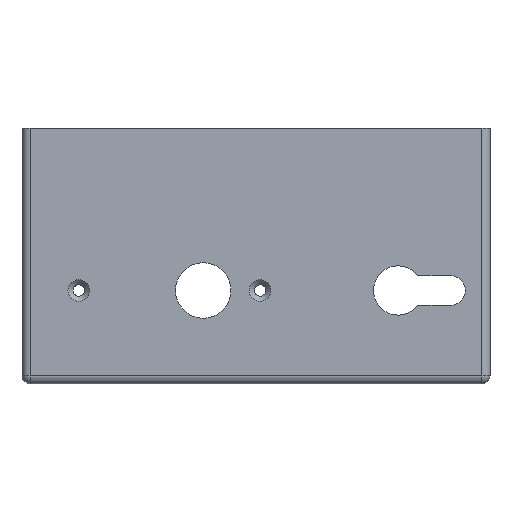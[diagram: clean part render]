
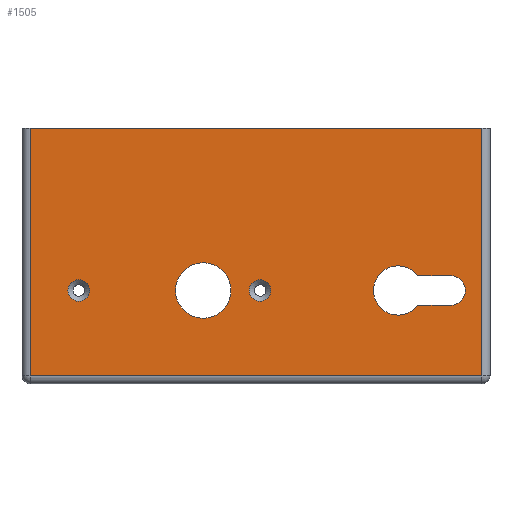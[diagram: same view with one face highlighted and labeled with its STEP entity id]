
A CAD part, left-side view. The second image highlights one B-rep face of the part: STEP entity #1505.
In plain terms, the highlighted planar face has unit normal (-1, 0, 0).
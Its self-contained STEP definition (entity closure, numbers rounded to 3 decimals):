
#33 = PLANE ( 'NONE',  #7189 ) ;
#66 = ORIENTED_EDGE ( 'NONE', *, *, #8266, .T. ) ;
#526 = LINE ( 'NONE', #10211, #9204 ) ;
#655 = EDGE_CURVE ( 'NONE', #672, #672, #9576, .T. ) ;
#672 = VERTEX_POINT ( 'NONE', #5039 ) ;
#740 = FACE_BOUND ( 'NONE', #10149, .T. ) ;
#747 = CARTESIAN_POINT ( 'NONE',  ( -20., -83.5, -44.25 ) ) ;
#767 = VERTEX_POINT ( 'NONE', #1546 ) ;
#829 = VERTEX_POINT ( 'NONE', #12464 ) ;
#940 = DIRECTION ( 'NONE',  ( 0., 1., 0. ) ) ;
#1031 = VERTEX_POINT ( 'NONE', #8033 ) ;
#1066 = DIRECTION ( 'NONE',  ( 1., 0., 0. ) ) ;
#1185 = ORIENTED_EDGE ( 'NONE', *, *, #2069, .T. ) ;
#1226 = VERTEX_POINT ( 'NONE', #2176 ) ;
#1231 = FACE_OUTER_BOUND ( 'NONE', #10549, .T. ) ;
#1494 = CARTESIAN_POINT ( 'NONE',  ( -20., 19.5, -12.75 ) ) ;
#1505 = ADVANCED_FACE ( 'NONE', ( #1231, #740, #11789, #11170, #6070 ), #33, .F. ) ;
#1546 = CARTESIAN_POINT ( 'NONE',  ( -20., -59.75, -7.25 ) ) ;
#1606 = AXIS2_PLACEMENT_3D ( 'NONE', #1494, #12652, #3463 ) ;
#1699 = VERTEX_POINT ( 'NONE', #10365 ) ;
#1737 = ORIENTED_EDGE ( 'NONE', *, *, #7742, .T. ) ;
#1852 = CARTESIAN_POINT ( 'NONE',  ( -20., -71.9, -12.75 ) ) ;
#1876 = ORIENTED_EDGE ( 'NONE', *, *, #655, .T. ) ;
#2020 = DIRECTION ( 'NONE',  ( 1., 0., 0. ) ) ;
#2069 = EDGE_CURVE ( 'NONE', #1031, #1226, #9070, .T. ) ;
#2098 = DIRECTION ( 'NONE',  ( 0., 1., 0. ) ) ;
#2176 = CARTESIAN_POINT ( 'NONE',  ( -20., 83.5, -44.25 ) ) ;
#2205 = EDGE_CURVE ( 'NONE', #11337, #12642, #2796, .T. ) ;
#2217 = VERTEX_POINT ( 'NONE', #747 ) ;
#2314 = CIRCLE ( 'NONE', #2393, 4. ) ;
#2393 = AXIS2_PLACEMENT_3D ( 'NONE', #3904, #11054, #4933 ) ;
#2441 = VERTEX_POINT ( 'NONE', #8200 ) ;
#2557 = LINE ( 'NONE', #11601, #7208 ) ;
#2721 = CARTESIAN_POINT ( 'NONE',  ( -20., -71.9, -7.25 ) ) ;
#2796 = CIRCLE ( 'NONE', #3853, 5.5 ) ;
#2891 = DIRECTION ( 'NONE',  ( 0., 1., 0. ) ) ;
#3341 = DIRECTION ( 'NONE',  ( 0., 0., 1. ) ) ;
#3463 = DIRECTION ( 'NONE',  ( 0., 1., 0. ) ) ;
#3466 = CARTESIAN_POINT ( 'NONE',  ( -20., 83.5, 47.25 ) ) ;
#3469 = CARTESIAN_POINT ( 'NONE',  ( -20., -71.9, -18.25 ) ) ;
#3837 = DIRECTION ( 'NONE',  ( 1., 0., 0. ) ) ;
#3853 = AXIS2_PLACEMENT_3D ( 'NONE', #1852, #3837, #2891 ) ;
#3878 = VECTOR ( 'NONE', #7170, 1000. ) ;
#3904 = CARTESIAN_POINT ( 'NONE',  ( -20., -1.5, -12.75 ) ) ;
#4314 = DIRECTION ( 'NONE',  ( 0., -1., 0. ) ) ;
#4338 = VECTOR ( 'NONE', #10753, 1000. ) ;
#4466 = CARTESIAN_POINT ( 'NONE',  ( -20., 65.5, -12.75 ) ) ;
#4593 = EDGE_CURVE ( 'NONE', #12642, #829, #526, .T. ) ;
#4933 = DIRECTION ( 'NONE',  ( 0., 0., 1. ) ) ;
#4983 = LINE ( 'NONE', #2721, #4338 ) ;
#5039 = CARTESIAN_POINT ( 'NONE',  ( -20., 29.75, -12.75 ) ) ;
#5486 = ORIENTED_EDGE ( 'NONE', *, *, #2205, .T. ) ;
#5595 = ORIENTED_EDGE ( 'NONE', *, *, #11389, .T. ) ;
#5898 = CARTESIAN_POINT ( 'NONE',  ( -20., -71.9, -7.25 ) ) ;
#6054 = EDGE_LOOP ( 'NONE', ( #8308 ) ) ;
#6070 = FACE_BOUND ( 'NONE', #6054, .T. ) ;
#6631 = EDGE_CURVE ( 'NONE', #1226, #2217, #8986, .T. ) ;
#6906 = ORIENTED_EDGE ( 'NONE', *, *, #6631, .T. ) ;
#7123 = EDGE_CURVE ( 'NONE', #11879, #11879, #12511, .T. ) ;
#7170 = DIRECTION ( 'NONE',  ( 0., -1., 0. ) ) ;
#7189 = AXIS2_PLACEMENT_3D ( 'NONE', #9266, #1066, #2098 ) ;
#7208 = VECTOR ( 'NONE', #3341, 1000. ) ;
#7397 = CARTESIAN_POINT ( 'NONE',  ( -20., 86.5, 47.25 ) ) ;
#7593 = DIRECTION ( 'NONE',  ( 0., 0., -1. ) ) ;
#7742 = EDGE_CURVE ( 'NONE', #767, #11337, #4983, .T. ) ;
#7874 = AXIS2_PLACEMENT_3D ( 'NONE', #8192, #2020, #940 ) ;
#8033 = CARTESIAN_POINT ( 'NONE',  ( -20., 83.5, 47.25 ) ) ;
#8192 = CARTESIAN_POINT ( 'NONE',  ( -20., -52.5, -12.75 ) ) ;
#8200 = CARTESIAN_POINT ( 'NONE',  ( -20., -1.5, -8.75 ) ) ;
#8266 = EDGE_CURVE ( 'NONE', #2217, #1699, #2557, .T. ) ;
#8283 = ORIENTED_EDGE ( 'NONE', *, *, #11082, .F. ) ;
#8308 = ORIENTED_EDGE ( 'NONE', *, *, #11334, .F. ) ;
#8450 = DIRECTION ( 'NONE',  ( -1., 0., 0. ) ) ;
#8566 = EDGE_LOOP ( 'NONE', ( #11065 ) ) ;
#8731 = VECTOR ( 'NONE', #7593, 1000. ) ;
#8788 = ORIENTED_EDGE ( 'NONE', *, *, #4593, .T. ) ;
#8986 = LINE ( 'NONE', #9186, #3878 ) ;
#9070 = LINE ( 'NONE', #3466, #8731 ) ;
#9186 = CARTESIAN_POINT ( 'NONE',  ( -20., 86.5, -44.25 ) ) ;
#9204 = VECTOR ( 'NONE', #12381, 1000. ) ;
#9266 = CARTESIAN_POINT ( 'NONE',  ( -20., 86.5, 47.25 ) ) ;
#9498 = DIRECTION ( 'NONE',  ( 0., 0., 1. ) ) ;
#9530 = CIRCLE ( 'NONE', #7874, 9.1 ) ;
#9576 = CIRCLE ( 'NONE', #1606, 10.25 ) ;
#10149 = EDGE_LOOP ( 'NONE', ( #1876 ) ) ;
#10211 = CARTESIAN_POINT ( 'NONE',  ( -20., -59.75, -18.25 ) ) ;
#10365 = CARTESIAN_POINT ( 'NONE',  ( -20., -83.5, 47.25 ) ) ;
#10549 = EDGE_LOOP ( 'NONE', ( #6906, #66, #8283, #1185 ) ) ;
#10753 = DIRECTION ( 'NONE',  ( 0., -1., 0. ) ) ;
#11054 = DIRECTION ( 'NONE',  ( -1., 0., 0. ) ) ;
#11065 = ORIENTED_EDGE ( 'NONE', *, *, #7123, .F. ) ;
#11082 = EDGE_CURVE ( 'NONE', #1031, #1699, #12410, .T. ) ;
#11170 = FACE_BOUND ( 'NONE', #8566, .T. ) ;
#11292 = CARTESIAN_POINT ( 'NONE',  ( -20., 65.5, -8.75 ) ) ;
#11299 = VECTOR ( 'NONE', #4314, 1000. ) ;
#11334 = EDGE_CURVE ( 'NONE', #2441, #2441, #2314, .T. ) ;
#11337 = VERTEX_POINT ( 'NONE', #5898 ) ;
#11389 = EDGE_CURVE ( 'NONE', #829, #767, #9530, .T. ) ;
#11601 = CARTESIAN_POINT ( 'NONE',  ( -20., -83.5, 47.25 ) ) ;
#11789 = FACE_BOUND ( 'NONE', #12355, .T. ) ;
#11879 = VERTEX_POINT ( 'NONE', #11292 ) ;
#12355 = EDGE_LOOP ( 'NONE', ( #1737, #5486, #8788, #5595 ) ) ;
#12381 = DIRECTION ( 'NONE',  ( 0., 1., 0. ) ) ;
#12410 = LINE ( 'NONE', #7397, #11299 ) ;
#12464 = CARTESIAN_POINT ( 'NONE',  ( -20., -59.75, -18.25 ) ) ;
#12511 = CIRCLE ( 'NONE', #12879, 4. ) ;
#12642 = VERTEX_POINT ( 'NONE', #3469 ) ;
#12652 = DIRECTION ( 'NONE',  ( 1., 0., 0. ) ) ;
#12879 = AXIS2_PLACEMENT_3D ( 'NONE', #4466, #8450, #9498 ) ;
